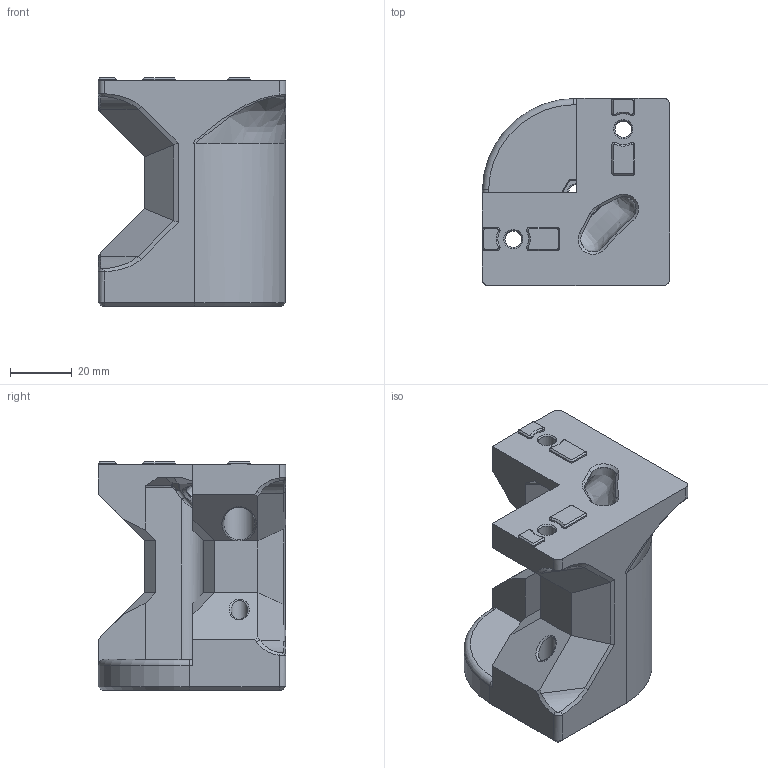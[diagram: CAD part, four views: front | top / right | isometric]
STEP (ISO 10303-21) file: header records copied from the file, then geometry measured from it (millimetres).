
FILE_DESCRIPTION(/* description */ ('STEP AP242','CAx-IF Rec.Pracs.---Representation and Presentation of Product Manufacturing Information (PMI)---4.0---2014-10-13','CAx-IF Rec.Pracs.---3D Tessellated Geometry---0.4---2014-09-14','2;1'),/* implementation_level */ '2;1');
FILE_NAME(/* name */ '67ef2c04e2ecc70956b863dd',/* time_stamp */ '2025-04-04T00:47:00Z',/* author */ (''),/* organization */ (''),/* preprocessor_version */ 'ST-DEVELOPER v20',/* originating_system */ 'ONSHAPE BY PTC INC, 1.195',/* authorisation */ ' ');
FILE_SCHEMA (('AP242_MANAGED_MODEL_BASED_3D_ENGINEERING_MIM_LF { 1 0 10303 442 1 1 4 }'));
Length unit declared in the file: metre
Products named in the file (1): Skirt Corner Foot
Bounding box: 60.55 x 60.55 x 74 mm (x, y, z)
Volume: 131984 mm3; surface area: 25798.3 mm2
Topology: 1 solids, 1 shells, 265 faces, 665 edges, 404 vertices
Faces by surface type: plane 132, cylinder 65, cone 39, bspline 28, torus 1
Full cylindrical faces by diameter (mm): 5.4 x5, 10 x2, 41 x1
Entity records: 9244 total; most frequent: CARTESIAN_POINT 3090, ORIENTED_EDGE 1284, DIRECTION 1230, EDGE_CURVE 642, AXIS2_PLACEMENT_3D 415, VERTEX_POINT 400, LINE 400, VECTOR 400
